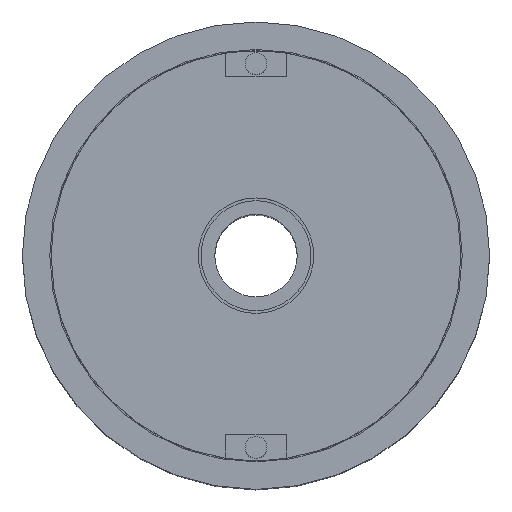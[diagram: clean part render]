
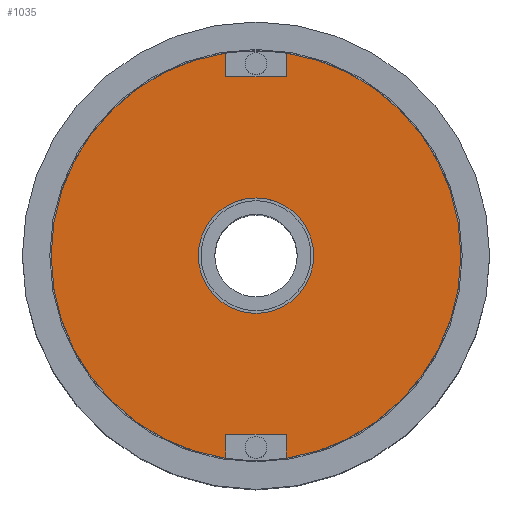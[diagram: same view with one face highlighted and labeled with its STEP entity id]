
A CAD part, top view. The second image highlights one B-rep face of the part: STEP entity #1035.
In plain terms, the highlighted planar face has unit normal (0, 0, 1).
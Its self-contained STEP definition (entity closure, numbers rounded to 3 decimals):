
#24 = DIRECTION ( 'NONE',  ( 0., 0., 1. ) ) ;
#40 = ORIENTED_EDGE ( 'NONE', *, *, #639, .T. ) ;
#63 = EDGE_CURVE ( 'NONE', #108, #1302, #573, .T. ) ;
#71 = AXIS2_PLACEMENT_3D ( 'NONE', #1203, #508, #1326 ) ;
#72 = CARTESIAN_POINT ( 'NONE',  ( 0., 0., 18.3 ) ) ;
#79 = ORIENTED_EDGE ( 'NONE', *, *, #781, .T. ) ;
#85 = DIRECTION ( 'NONE',  ( 0., 0., 1. ) ) ;
#101 = DIRECTION ( 'NONE',  ( 0., -1., 0. ) ) ;
#104 = CARTESIAN_POINT ( 'NONE',  ( 2.1, 0., 18.3 ) ) ;
#108 = VERTEX_POINT ( 'NONE', #229 ) ;
#111 = AXIS2_PLACEMENT_3D ( 'NONE', #630, #1443, #745 ) ;
#120 = FACE_BOUND ( 'NONE', #325, .T. ) ;
#122 = CIRCLE ( 'NONE', #601, 2.1 ) ;
#151 = VERTEX_POINT ( 'NONE', #815 ) ;
#169 = ORIENTED_EDGE ( 'NONE', *, *, #1298, .F. ) ;
#173 = CARTESIAN_POINT ( 'NONE',  ( 0., 0., 18.3 ) ) ;
#184 = CIRCLE ( 'NONE', #957, 7.45 ) ;
#198 = DIRECTION ( 'NONE',  ( 1., 0., 0. ) ) ;
#229 = CARTESIAN_POINT ( 'NONE',  ( 1.1, -6.5, 18.3 ) ) ;
#249 = EDGE_CURVE ( 'NONE', #1135, #756, #1484, .T. ) ;
#250 = ORIENTED_EDGE ( 'NONE', *, *, #1149, .T. ) ;
#298 = DIRECTION ( 'NONE',  ( 1., 0., 0. ) ) ;
#325 = EDGE_LOOP ( 'NONE', ( #940, #1471 ) ) ;
#334 = CARTESIAN_POINT ( 'NONE',  ( 1.1, -6.5, 18.3 ) ) ;
#342 = EDGE_LOOP ( 'NONE', ( #355, #509, #79, #1467, #1232, #1155, #169, #250, #1034, #40 ) ) ;
#354 = EDGE_CURVE ( 'NONE', #894, #1100, #1269, .T. ) ;
#355 = ORIENTED_EDGE ( 'NONE', *, *, #1022, .T. ) ;
#410 = CARTESIAN_POINT ( 'NONE',  ( -2.1, 0., 18.3 ) ) ;
#413 = DIRECTION ( 'NONE',  ( 0., 1., 0. ) ) ;
#420 = VECTOR ( 'NONE', #1120, 1000. ) ;
#429 = CARTESIAN_POINT ( 'NONE',  ( -1.1, 6.5, 18.3 ) ) ;
#453 = DIRECTION ( 'NONE',  ( 1., 0., 0. ) ) ;
#464 = VERTEX_POINT ( 'NONE', #410 ) ;
#479 = VECTOR ( 'NONE', #1072, 1000. ) ;
#495 = CARTESIAN_POINT ( 'NONE',  ( 0., 0., 18.3 ) ) ;
#508 = DIRECTION ( 'NONE',  ( 0., 0., 1. ) ) ;
#509 = ORIENTED_EDGE ( 'NONE', *, *, #63, .T. ) ;
#513 = AXIS2_PLACEMENT_3D ( 'NONE', #173, #987, #298 ) ;
#544 = CARTESIAN_POINT ( 'NONE',  ( 0., 0., 18.3 ) ) ;
#552 = EDGE_CURVE ( 'NONE', #633, #464, #122, .T. ) ;
#558 = EDGE_CURVE ( 'NONE', #464, #633, #1340, .T. ) ;
#573 = LINE ( 'NONE', #334, #1469 ) ;
#601 = AXIS2_PLACEMENT_3D ( 'NONE', #544, #1369, #664 ) ;
#603 = VECTOR ( 'NONE', #702, 1000. ) ;
#630 = CARTESIAN_POINT ( 'NONE',  ( 0., 0., 18.3 ) ) ;
#633 = VERTEX_POINT ( 'NONE', #104 ) ;
#639 = EDGE_CURVE ( 'NONE', #756, #1272, #907, .T. ) ;
#663 = LINE ( 'NONE', #681, #1281 ) ;
#664 = DIRECTION ( 'NONE',  ( 1., 0., 0. ) ) ;
#677 = AXIS2_PLACEMENT_3D ( 'NONE', #72, #889, #198 ) ;
#681 = CARTESIAN_POINT ( 'NONE',  ( 1.1, 6.5, 18.3 ) ) ;
#702 = DIRECTION ( 'NONE',  ( 0., 1., 0. ) ) ;
#734 = CARTESIAN_POINT ( 'NONE',  ( 1.1, 7.368, 18.3 ) ) ;
#740 = VERTEX_POINT ( 'NONE', #1016 ) ;
#745 = DIRECTION ( 'NONE',  ( 1., 0., 0. ) ) ;
#756 = VERTEX_POINT ( 'NONE', #897 ) ;
#781 = EDGE_CURVE ( 'NONE', #1302, #740, #184, .T. ) ;
#783 = CARTESIAN_POINT ( 'NONE',  ( 0., 0., 18.3 ) ) ;
#812 = EDGE_CURVE ( 'NONE', #151, #894, #663, .T. ) ;
#815 = CARTESIAN_POINT ( 'NONE',  ( -1.1, 6.5, 18.3 ) ) ;
#833 = DIRECTION ( 'NONE',  ( 1., 0., 0. ) ) ;
#879 = CARTESIAN_POINT ( 'NONE',  ( -1.1, -6.5, 18.3 ) ) ;
#889 = DIRECTION ( 'NONE',  ( 0., 0., 1. ) ) ;
#894 = VERTEX_POINT ( 'NONE', #1514 ) ;
#897 = CARTESIAN_POINT ( 'NONE',  ( -1.1, -7.368, 18.3 ) ) ;
#902 = DIRECTION ( 'NONE',  ( 1., 0., 0. ) ) ;
#907 = LINE ( 'NONE', #1159, #603 ) ;
#940 = ORIENTED_EDGE ( 'NONE', *, *, #552, .F. ) ;
#953 = VECTOR ( 'NONE', #413, 1000. ) ;
#956 = CARTESIAN_POINT ( 'NONE',  ( 1.1, -6.5, 18.3 ) ) ;
#957 = AXIS2_PLACEMENT_3D ( 'NONE', #783, #85, #902 ) ;
#961 = LINE ( 'NONE', #429, #420 ) ;
#970 = VERTEX_POINT ( 'NONE', #1179 ) ;
#987 = DIRECTION ( 'NONE',  ( 0., 0., 1. ) ) ;
#1016 = CARTESIAN_POINT ( 'NONE',  ( 7.45, 0., 18.3 ) ) ;
#1022 = EDGE_CURVE ( 'NONE', #1272, #108, #1479, .T. ) ;
#1034 = ORIENTED_EDGE ( 'NONE', *, *, #249, .T. ) ;
#1035 = ADVANCED_FACE ( 'NONE', ( #120, #1337 ), #1313, .T. ) ;
#1072 = DIRECTION ( 'NONE',  ( 1., 0., 0. ) ) ;
#1100 = VERTEX_POINT ( 'NONE', #734 ) ;
#1105 = CARTESIAN_POINT ( 'NONE',  ( 1.1, 6.5, 18.3 ) ) ;
#1120 = DIRECTION ( 'NONE',  ( 0., -1., 0. ) ) ;
#1135 = VERTEX_POINT ( 'NONE', #1329 ) ;
#1149 = EDGE_CURVE ( 'NONE', #970, #1135, #1183, .T. ) ;
#1155 = ORIENTED_EDGE ( 'NONE', *, *, #812, .F. ) ;
#1159 = CARTESIAN_POINT ( 'NONE',  ( -1.1, -6.5, 18.3 ) ) ;
#1179 = CARTESIAN_POINT ( 'NONE',  ( -1.1, 7.368, 18.3 ) ) ;
#1183 = CIRCLE ( 'NONE', #111, 7.45 ) ;
#1200 = EDGE_CURVE ( 'NONE', #740, #1100, #1422, .T. ) ;
#1203 = CARTESIAN_POINT ( 'NONE',  ( 0., 0., 18.3 ) ) ;
#1232 = ORIENTED_EDGE ( 'NONE', *, *, #354, .F. ) ;
#1246 = AXIS2_PLACEMENT_3D ( 'NONE', #495, #24, #833 ) ;
#1269 = LINE ( 'NONE', #1105, #953 ) ;
#1272 = VERTEX_POINT ( 'NONE', #879 ) ;
#1281 = VECTOR ( 'NONE', #453, 1000. ) ;
#1298 = EDGE_CURVE ( 'NONE', #970, #151, #961, .T. ) ;
#1302 = VERTEX_POINT ( 'NONE', #1366 ) ;
#1313 = PLANE ( 'NONE',  #1246 ) ;
#1326 = DIRECTION ( 'NONE',  ( 1., 0., 0. ) ) ;
#1329 = CARTESIAN_POINT ( 'NONE',  ( -7.45, 0., 18.3 ) ) ;
#1337 = FACE_OUTER_BOUND ( 'NONE', #342, .T. ) ;
#1340 = CIRCLE ( 'NONE', #677, 2.1 ) ;
#1366 = CARTESIAN_POINT ( 'NONE',  ( 1.1, -7.368, 18.3 ) ) ;
#1369 = DIRECTION ( 'NONE',  ( 0., 0., 1. ) ) ;
#1422 = CIRCLE ( 'NONE', #513, 7.45 ) ;
#1443 = DIRECTION ( 'NONE',  ( 0., 0., 1. ) ) ;
#1467 = ORIENTED_EDGE ( 'NONE', *, *, #1200, .T. ) ;
#1469 = VECTOR ( 'NONE', #101, 1000. ) ;
#1471 = ORIENTED_EDGE ( 'NONE', *, *, #558, .F. ) ;
#1479 = LINE ( 'NONE', #956, #479 ) ;
#1484 = CIRCLE ( 'NONE', #71, 7.45 ) ;
#1514 = CARTESIAN_POINT ( 'NONE',  ( 1.1, 6.5, 18.3 ) ) ;
